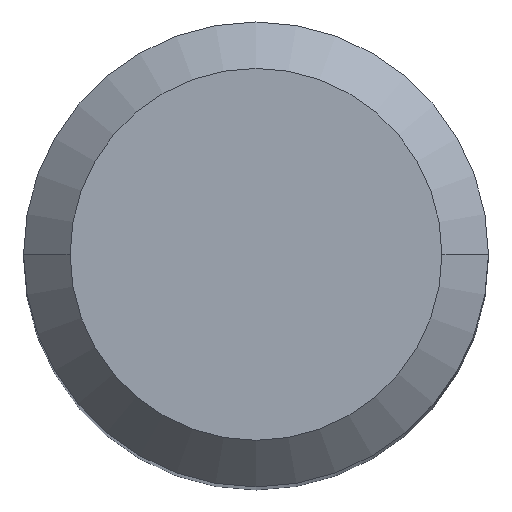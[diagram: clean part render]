
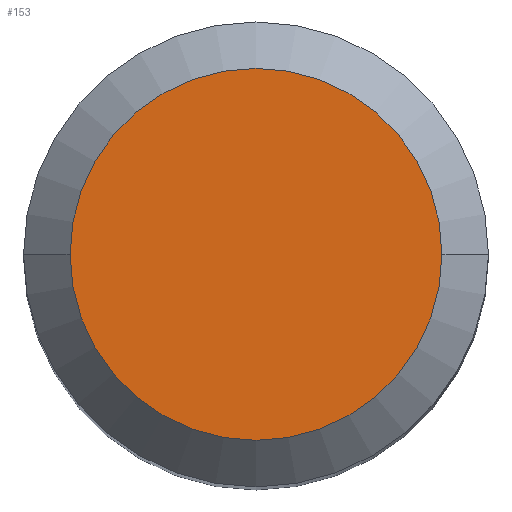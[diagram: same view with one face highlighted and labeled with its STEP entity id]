
A CAD part, top view. The second image highlights one B-rep face of the part: STEP entity #153.
In plain terms, the highlighted planar face has unit normal (0, 0, 1).
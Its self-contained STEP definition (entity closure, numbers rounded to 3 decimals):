
#35 = ORIENTED_EDGE ( 'NONE', *, *, #122, .T. ) ;
#42 = CARTESIAN_POINT ( 'NONE',  ( 2.4, 0., 38. ) ) ;
#86 = CIRCLE ( 'NONE', #369, 2.4 ) ;
#94 = DIRECTION ( 'NONE',  ( 1., 0., 0. ) ) ;
#122 = EDGE_CURVE ( 'NONE', #178, #191, #148, .T. ) ;
#125 = FACE_OUTER_BOUND ( 'NONE', #132, .T. ) ;
#131 = DIRECTION ( 'NONE',  ( 0., 0., 1. ) ) ;
#132 = EDGE_LOOP ( 'NONE', ( #317, #35 ) ) ;
#148 = CIRCLE ( 'NONE', #225, 2.4 ) ;
#150 = CARTESIAN_POINT ( 'NONE',  ( 0., 0., 38. ) ) ;
#153 = ADVANCED_FACE ( 'NONE', ( #125 ), #310, .T. ) ;
#178 = VERTEX_POINT ( 'NONE', #42 ) ;
#191 = VERTEX_POINT ( 'NONE', #302 ) ;
#207 = CARTESIAN_POINT ( 'NONE',  ( 0., 0., 38. ) ) ;
#225 = AXIS2_PLACEMENT_3D ( 'NONE', #207, #131, #345 ) ;
#231 = DIRECTION ( 'NONE',  ( 0., 0., 1. ) ) ;
#265 = AXIS2_PLACEMENT_3D ( 'NONE', #279, #415, #94 ) ;
#279 = CARTESIAN_POINT ( 'NONE',  ( 0., 0., 38. ) ) ;
#302 = CARTESIAN_POINT ( 'NONE',  ( -2.4, 0., 38. ) ) ;
#310 = PLANE ( 'NONE',  #265 ) ;
#317 = ORIENTED_EDGE ( 'NONE', *, *, #395, .T. ) ;
#345 = DIRECTION ( 'NONE',  ( 1., 0., 0. ) ) ;
#368 = DIRECTION ( 'NONE',  ( 1., 0., 0. ) ) ;
#369 = AXIS2_PLACEMENT_3D ( 'NONE', #150, #231, #368 ) ;
#395 = EDGE_CURVE ( 'NONE', #191, #178, #86, .T. ) ;
#415 = DIRECTION ( 'NONE',  ( 0., 0., 1. ) ) ;
